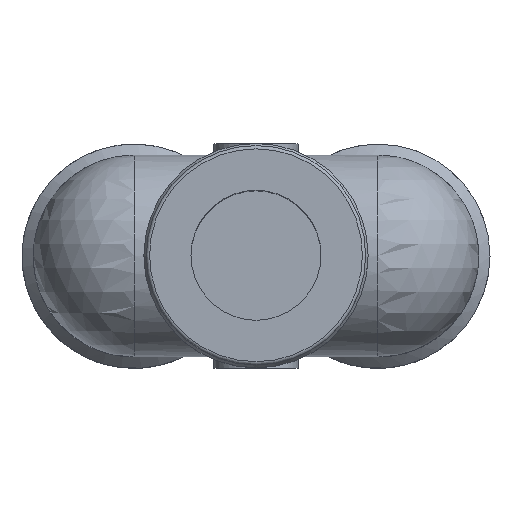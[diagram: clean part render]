
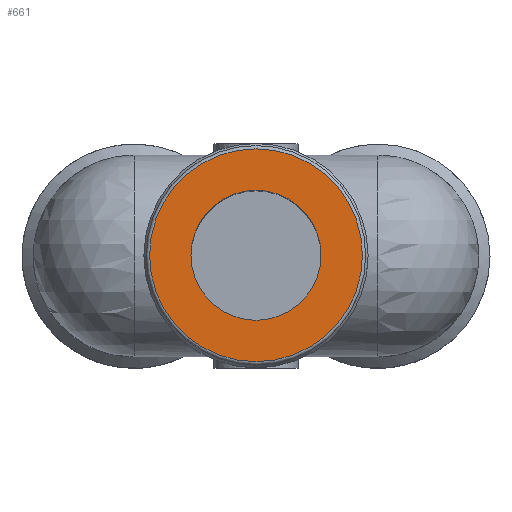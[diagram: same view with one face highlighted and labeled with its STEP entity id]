
A CAD part, top view. The second image highlights one B-rep face of the part: STEP entity #661.
In plain terms, the highlighted planar face has unit normal (0, 0, 1).
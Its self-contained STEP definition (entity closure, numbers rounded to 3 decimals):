
#24=PLANE('',#760);
#75=CIRCLE('',#759,6.55);
#76=CIRCLE('',#761,4.);
#175=ORIENTED_EDGE('',*,*,#294,.F.);
#176=ORIENTED_EDGE('',*,*,#293,.T.);
#293=EDGE_CURVE('',#357,#357,#75,.T.);
#294=EDGE_CURVE('',#358,#358,#76,.T.);
#357=VERTEX_POINT('',#1212);
#358=VERTEX_POINT('',#1215);
#434=EDGE_LOOP('',(#175));
#435=EDGE_LOOP('',(#176));
#544=FACE_BOUND('',#434,.T.);
#545=FACE_BOUND('',#435,.T.);
#661=ADVANCED_FACE('',(#544,#545),#24,.F.);
#759=AXIS2_PLACEMENT_3D('',#1211,#927,#928);
#760=AXIS2_PLACEMENT_3D('',#1213,#929,#930);
#761=AXIS2_PLACEMENT_3D('',#1214,#931,#932);
#927=DIRECTION('',(0.,0.,1.));
#928=DIRECTION('',(1.,0.,0.));
#929=DIRECTION('',(0.,0.,-1.));
#930=DIRECTION('',(-1.,0.,0.));
#931=DIRECTION('',(0.,0.,1.));
#932=DIRECTION('',(1.,0.,0.));
#1211=CARTESIAN_POINT('',(0.,0.,25.7));
#1212=CARTESIAN_POINT('',(6.55,0.,25.7));
#1213=CARTESIAN_POINT('',(6.55,0.,25.7));
#1214=CARTESIAN_POINT('',(0.,0.,25.7));
#1215=CARTESIAN_POINT('',(4.,0.,25.7));
